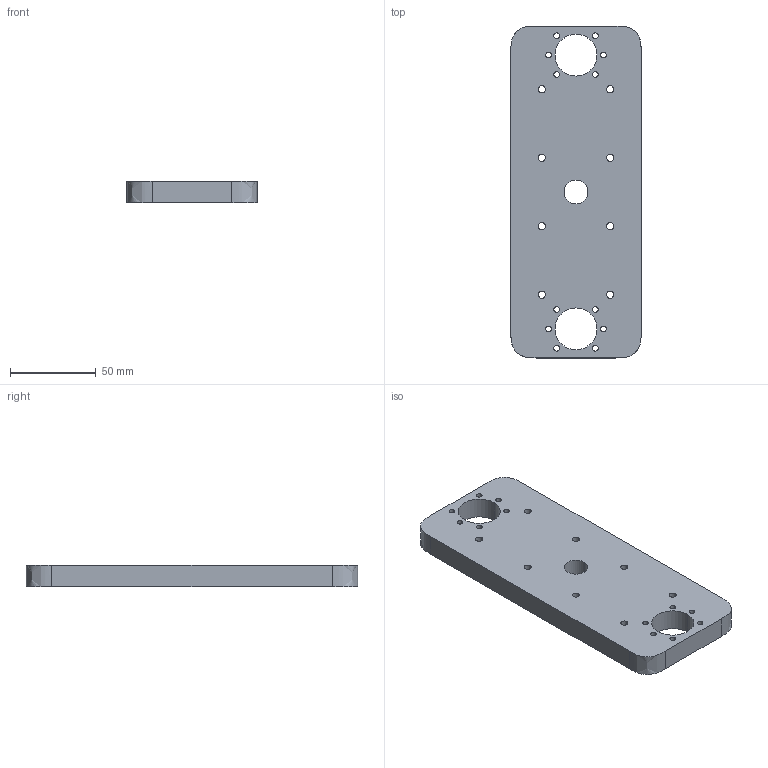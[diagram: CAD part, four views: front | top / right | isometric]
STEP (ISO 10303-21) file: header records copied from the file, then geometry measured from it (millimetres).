
FILE_DESCRIPTION (( 'STEP AP214' ), '1' );
FILE_NAME ('Cross Head.STEP', '2025-12-08T05:35:56', ( '' ), ( '' ), 'SwSTEP 2.0', 'SolidWorks 2025', '' );
FILE_SCHEMA (( 'AUTOMOTIVE_DESIGN' ));
Length unit declared in the file: millimetre
Products named in the file (1): Cross Head
Bounding box: 76.2 x 194 x 12.7 mm (x, y, z)
Volume: 169611.4 mm3; surface area: 38756.1 mm2
Topology: 1 solids, 1 shells, 56 faces, 162 edges, 108 vertices
Faces by surface type: cylinder 46, plane 6, bspline 4
Entity records: 2517 total; most frequent: CARTESIAN_POINT 875, DIRECTION 344, ORIENTED_EDGE 324, EDGE_CURVE 162, AXIS2_PLACEMENT_3D 145, VERTEX_POINT 108, EDGE_LOOP 102, CIRCLE 92
